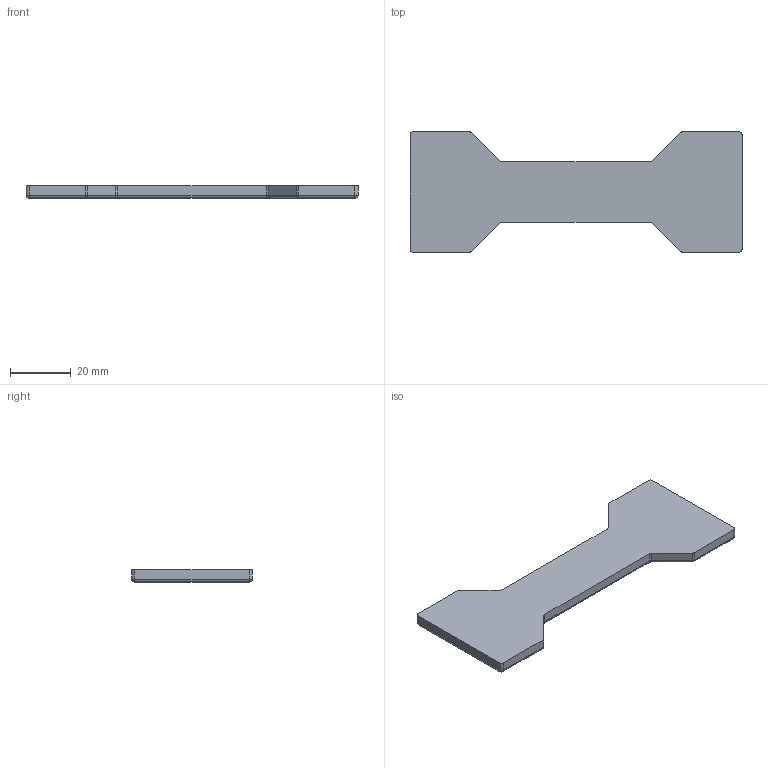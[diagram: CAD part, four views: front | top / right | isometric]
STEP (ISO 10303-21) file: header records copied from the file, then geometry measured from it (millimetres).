
FILE_DESCRIPTION(('Open CASCADE Model'),'2;1');
FILE_NAME('Open CASCADE Shape Model','2023-08-16T16:24:15',('Author'),( 'Open CASCADE'),'Open CASCADE STEP processor 7.6','Open CASCADE 7.6' ,'Unknown');
FILE_SCHEMA(('AUTOMOTIVE_DESIGN { 1 0 10303 214 1 1 1 1 }'));
Length unit declared in the file: millimetre
Products named in the file (1): Open CASCADE STEP translator 7.6 3
Bounding box: 108.9 x 39.6 x 4 mm (x, y, z)
Volume: 12475.3 mm3; surface area: 7382.2 mm2
Topology: 1 solids, 1 shells, 50 faces, 120 edges, 64 vertices
Faces by surface type: cylinder 24, plane 14, sphere 8, torus 4
Entity records: 2799 total; most frequent: CARTESIAN_POINT 517, DIRECTION 439, ORIENTED_EDGE 224, PCURVE 224, DEFINITIONAL_REPRESENTATION 224, LINE 220, VECTOR 220, EDGE_CURVE 112
